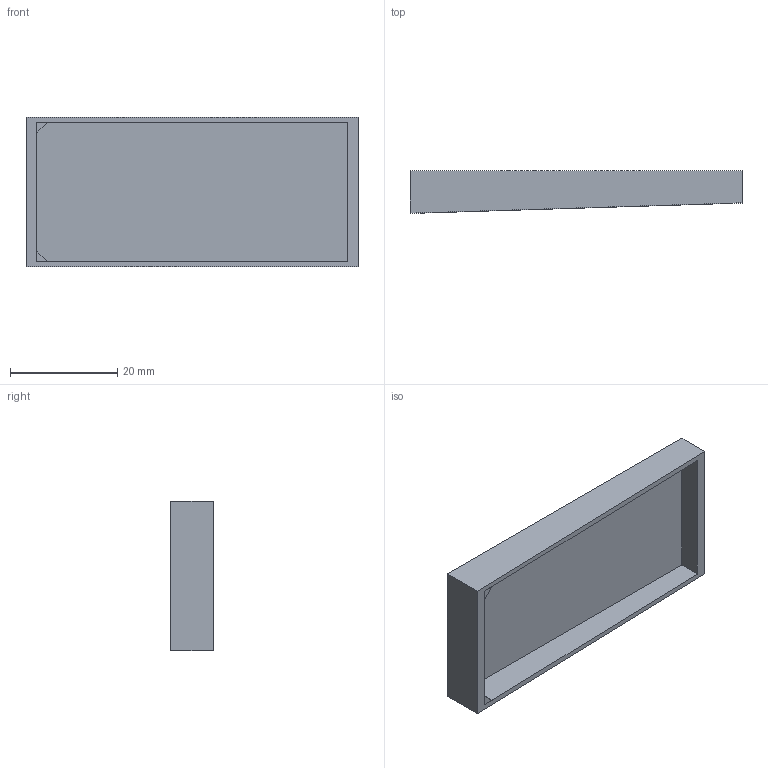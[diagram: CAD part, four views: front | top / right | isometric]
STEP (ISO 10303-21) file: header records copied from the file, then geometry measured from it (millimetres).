
FILE_DESCRIPTION(/* description */ (''),/* implementation_level */ '2;1');
FILE_NAME(/* name */ 'casier_dets_x1.step',/* time_stamp */ '2025-06-30T17:14:19+02:00',/* author */ (''),/* organization */ (''),/* preprocessor_version */ 'ST-DEVELOPER v20.1',/* originating_system */ 'Autodesk Translation Framework v14.10.0.0',/* authorisation */ '');
FILE_SCHEMA (('AUTOMOTIVE_DESIGN { 1 0 10303 214 3 1 1 }'));
Length unit declared in the file: millimetre
Products named in the file (1): casier_dets_x1
Bounding box: 62 x 7.97 x 28 mm (x, y, z)
Volume: 4617.7 mm3; surface area: 5599.5 mm2
Topology: 3 solids, 3 shells, 23 faces, 48 edges, 32 vertices
Faces by surface type: plane 21, cylinder 2
Entity records: 637 total; most frequent: CARTESIAN_POINT 104, DIRECTION 100, ORIENTED_EDGE 96, EDGE_CURVE 48, LINE 44, VECTOR 44, VERTEX_POINT 32, AXIS2_PLACEMENT_3D 28
